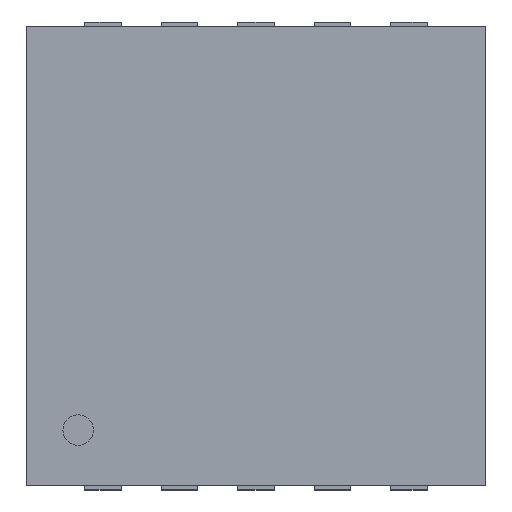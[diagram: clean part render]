
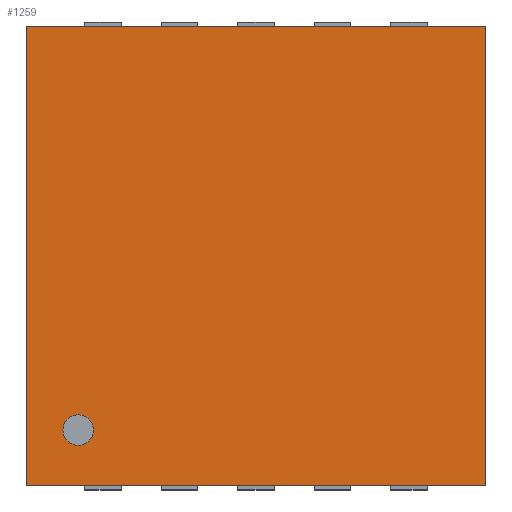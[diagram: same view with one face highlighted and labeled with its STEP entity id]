
A CAD part, top view. The second image highlights one B-rep face of the part: STEP entity #1259.
In plain terms, the highlighted planar face has unit normal (0, 0, 1).
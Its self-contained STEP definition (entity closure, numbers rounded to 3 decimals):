
#120=FACE_OUTER_BOUND('',#201,.T.);
#201=EDGE_LOOP('',(#1071,#1072,#1073,#1074));
#346=LINE('',#2006,#503);
#349=LINE('',#2012,#506);
#352=LINE('',#2018,#509);
#355=LINE('',#2022,#512);
#503=VECTOR('',#1654,10.);
#506=VECTOR('',#1659,10.);
#509=VECTOR('',#1664,10.);
#512=VECTOR('',#1669,10.);
#616=VERTEX_POINT('',#2003);
#617=VERTEX_POINT('',#2005);
#619=VERTEX_POINT('',#2011);
#621=VERTEX_POINT('',#2017);
#766=EDGE_CURVE('',#617,#616,#346,.T.);
#769=EDGE_CURVE('',#619,#617,#349,.T.);
#772=EDGE_CURVE('',#621,#619,#352,.T.);
#775=EDGE_CURVE('',#616,#621,#355,.T.);
#1071=ORIENTED_EDGE('',*,*,#775,.T.);
#1072=ORIENTED_EDGE('',*,*,#772,.T.);
#1073=ORIENTED_EDGE('',*,*,#769,.T.);
#1074=ORIENTED_EDGE('',*,*,#766,.T.);
#1179=PLANE('',#1368);
#1259=ADVANCED_FACE('',(#120),#1179,.T.);
#1368=AXIS2_PLACEMENT_3D('',#2023,#1670,#1671);
#1654=DIRECTION('',(-1.,0.,0.));
#1659=DIRECTION('',(0.,1.,0.));
#1664=DIRECTION('',(1.,0.,0.));
#1669=DIRECTION('',(0.,-1.,0.));
#1670=DIRECTION('center_axis',(0.,0.,1.));
#1671=DIRECTION('ref_axis',(1.,0.,0.));
#2003=CARTESIAN_POINT('',(0.,3.,0.8));
#2005=CARTESIAN_POINT('',(3.,3.,0.8));
#2006=CARTESIAN_POINT('',(3.,3.,0.8));
#2011=CARTESIAN_POINT('',(3.,0.,0.8));
#2012=CARTESIAN_POINT('',(3.,0.,0.8));
#2017=CARTESIAN_POINT('',(0.,0.,0.8));
#2018=CARTESIAN_POINT('',(0.,0.,0.8));
#2022=CARTESIAN_POINT('',(0.,3.,0.8));
#2023=CARTESIAN_POINT('Origin',(1.5,1.5,0.8));
